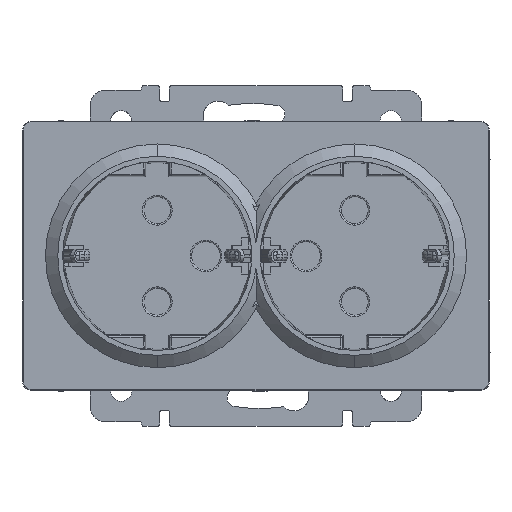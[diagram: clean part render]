
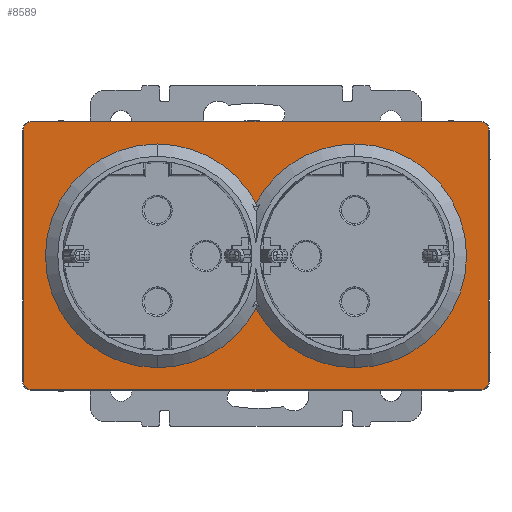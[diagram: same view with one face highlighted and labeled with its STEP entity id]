
A CAD part, top view. The second image highlights one B-rep face of the part: STEP entity #8589.
In plain terms, the highlighted planar face has unit normal (0, 0, 1).
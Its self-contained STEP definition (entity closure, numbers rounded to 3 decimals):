
#204 = EDGE_CURVE ( 'NONE', #4555, #8245, #9473, .T. ) ;
#267 = EDGE_CURVE ( 'NONE', #8245, #15294, #4251, .T. ) ;
#660 = CARTESIAN_POINT ( 'NONE',  ( 79.75, 8.3, 18.5 ) ) ;
#1042 = LINE ( 'NONE', #11292, #16635 ) ;
#1059 = DIRECTION ( 'NONE',  ( 1., 0., 0. ) ) ;
#1197 = AXIS2_PLACEMENT_3D ( 'NONE', #22030, #3050, #11501 ) ;
#1348 = FACE_OUTER_BOUND ( 'NONE', #13206, .T. ) ;
#1374 = VERTEX_POINT ( 'NONE', #25159 ) ;
#1606 = EDGE_CURVE ( 'NONE', #14302, #1374, #13040, .T. ) ;
#1913 = CARTESIAN_POINT ( 'NONE',  ( 31.4, 45.327, 18.5 ) ) ;
#2602 = DIRECTION ( 'NONE',  ( 1., 0., 0. ) ) ;
#3050 = DIRECTION ( 'NONE',  ( 0., 0., 1. ) ) ;
#3071 = CARTESIAN_POINT ( 'NONE',  ( -15.2, 62.25, 18.5 ) ) ;
#3263 = ORIENTED_EDGE ( 'NONE', *, *, #1606, .F. ) ;
#3523 = CARTESIAN_POINT ( 'NONE',  ( 78., 8.3, 18.5 ) ) ;
#3574 = CARTESIAN_POINT ( 'NONE',  ( 51.9, 34.4, 18.5 ) ) ;
#3584 = VERTEX_POINT ( 'NONE', #1913 ) ;
#3772 = DIRECTION ( 'NONE',  ( 0., 0., -1. ) ) ;
#4251 = LINE ( 'NONE', #4655, #24965 ) ;
#4555 = VERTEX_POINT ( 'NONE', #9683 ) ;
#4655 = CARTESIAN_POINT ( 'NONE',  ( -16.95, 60.5, 18.5 ) ) ;
#5024 = DIRECTION ( 'NONE',  ( 0., 0., 1. ) ) ;
#5240 = EDGE_CURVE ( 'NONE', #11973, #1374, #1042, .T. ) ;
#5767 = CIRCLE ( 'NONE', #22138, 23.231 ) ;
#6193 = AXIS2_PLACEMENT_3D ( 'NONE', #18955, #17171, #15217 ) ;
#6217 = DIRECTION ( 'NONE',  ( 1., 0., 0. ) ) ;
#6826 = EDGE_CURVE ( 'NONE', #11211, #14725, #22404, .T. ) ;
#7315 = AXIS2_PLACEMENT_3D ( 'NONE', #13005, #17312, #2602 ) ;
#7560 = DIRECTION ( 'NONE',  ( 0., 0., 1. ) ) ;
#8134 = EDGE_CURVE ( 'NONE', #17844, #4555, #13336, .T. ) ;
#8135 = AXIS2_PLACEMENT_3D ( 'NONE', #3523, #9750, #1059 ) ;
#8245 = VERTEX_POINT ( 'NONE', #11397 ) ;
#8380 = CIRCLE ( 'NONE', #6193, 23.231 ) ;
#8508 = EDGE_CURVE ( 'NONE', #3584, #21602, #22364, .T. ) ;
#8589 = ADVANCED_FACE ( 'NONE', ( #20177, #1348 ), #9649, .T. ) ;
#9345 = CARTESIAN_POINT ( 'NONE',  ( 10.9, 11.169, 18.5 ) ) ;
#9473 = CIRCLE ( 'NONE', #26266, 1.75 ) ;
#9643 = VECTOR ( 'NONE', #19957, 1000. ) ;
#9649 = PLANE ( 'NONE',  #15318 ) ;
#9683 = CARTESIAN_POINT ( 'NONE',  ( -15.2, 62.25, 18.5 ) ) ;
#9750 = DIRECTION ( 'NONE',  ( 0., 0., -1. ) ) ;
#10024 = AXIS2_PLACEMENT_3D ( 'NONE', #11267, #5024, #26319 ) ;
#10217 = CIRCLE ( 'NONE', #16893, 1.75 ) ;
#10546 = EDGE_LOOP ( 'NONE', ( #19704, #19956, #17361, #23005, #10987, #12801 ) ) ;
#10719 = AXIS2_PLACEMENT_3D ( 'NONE', #20804, #3772, #12235 ) ;
#10807 = ORIENTED_EDGE ( 'NONE', *, *, #12561, .F. ) ;
#10987 = ORIENTED_EDGE ( 'NONE', *, *, #17548, .F. ) ;
#11211 = VERTEX_POINT ( 'NONE', #9345 ) ;
#11221 = VERTEX_POINT ( 'NONE', #16021 ) ;
#11267 = CARTESIAN_POINT ( 'NONE',  ( 10.9, 34.4, 18.5 ) ) ;
#11292 = CARTESIAN_POINT ( 'NONE',  ( -15.2, 6.55, 18.5 ) ) ;
#11303 = LINE ( 'NONE', #660, #16910 ) ;
#11397 = CARTESIAN_POINT ( 'NONE',  ( -16.95, 60.5, 18.5 ) ) ;
#11501 = DIRECTION ( 'NONE',  ( 1., 0., 0. ) ) ;
#11721 = ORIENTED_EDGE ( 'NONE', *, *, #8134, .T. ) ;
#11973 = VERTEX_POINT ( 'NONE', #24564 ) ;
#12005 = ORIENTED_EDGE ( 'NONE', *, *, #204, .T. ) ;
#12046 = CIRCLE ( 'NONE', #10719, 23.231 ) ;
#12235 = DIRECTION ( 'NONE',  ( 1., 0., 0. ) ) ;
#12269 = CIRCLE ( 'NONE', #1197, 1.75 ) ;
#12513 = CARTESIAN_POINT ( 'NONE',  ( 78., 62.25, 18.5 ) ) ;
#12561 = EDGE_CURVE ( 'NONE', #17844, #16857, #10217, .T. ) ;
#12801 = ORIENTED_EDGE ( 'NONE', *, *, #15887, .F. ) ;
#12929 = EDGE_CURVE ( 'NONE', #16857, #14302, #11303, .T. ) ;
#13005 = CARTESIAN_POINT ( 'NONE',  ( 51.9, 34.4, 18.5 ) ) ;
#13040 = CIRCLE ( 'NONE', #8135, 1.75 ) ;
#13206 = EDGE_LOOP ( 'NONE', ( #25201, #19859, #26111, #3263, #25593, #10807, #11721, #12005 ) ) ;
#13241 = VERTEX_POINT ( 'NONE', #18908 ) ;
#13336 = LINE ( 'NONE', #3071, #9643 ) ;
#13457 = DIRECTION ( 'NONE',  ( 1., 0., 0. ) ) ;
#13512 = EDGE_CURVE ( 'NONE', #13241, #14725, #12046, .T. ) ;
#13538 = CARTESIAN_POINT ( 'NONE',  ( 51.9, 57.631, 18.5 ) ) ;
#14302 = VERTEX_POINT ( 'NONE', #16610 ) ;
#14334 = AXIS2_PLACEMENT_3D ( 'NONE', #3574, #16627, #6217 ) ;
#14725 = VERTEX_POINT ( 'NONE', #16269 ) ;
#14942 = CARTESIAN_POINT ( 'NONE',  ( -15.2, 60.5, 18.5 ) ) ;
#15217 = DIRECTION ( 'NONE',  ( 1., 0., 0. ) ) ;
#15294 = VERTEX_POINT ( 'NONE', #21874 ) ;
#15318 = AXIS2_PLACEMENT_3D ( 'NONE', #19901, #7560, #22401 ) ;
#15691 = CARTESIAN_POINT ( 'NONE',  ( 78., 60.5, 18.5 ) ) ;
#15887 = EDGE_CURVE ( 'NONE', #3584, #11221, #5767, .T. ) ;
#16021 = CARTESIAN_POINT ( 'NONE',  ( 10.9, 57.631, 18.5 ) ) ;
#16269 = CARTESIAN_POINT ( 'NONE',  ( 31.4, 23.473, 18.5 ) ) ;
#16610 = CARTESIAN_POINT ( 'NONE',  ( 79.75, 8.3, 18.5 ) ) ;
#16627 = DIRECTION ( 'NONE',  ( 0., 0., -1. ) ) ;
#16635 = VECTOR ( 'NONE', #19733, 1000. ) ;
#16857 = VERTEX_POINT ( 'NONE', #17364 ) ;
#16893 = AXIS2_PLACEMENT_3D ( 'NONE', #15691, #17756, #13457 ) ;
#16910 = VECTOR ( 'NONE', #17961, 1000. ) ;
#17171 = DIRECTION ( 'NONE',  ( 0., 0., 1. ) ) ;
#17283 = DIRECTION ( 'NONE',  ( 1., 0., 0. ) ) ;
#17312 = DIRECTION ( 'NONE',  ( 0., 0., -1. ) ) ;
#17361 = ORIENTED_EDGE ( 'NONE', *, *, #13512, .T. ) ;
#17364 = CARTESIAN_POINT ( 'NONE',  ( 79.75, 60.5, 18.5 ) ) ;
#17548 = EDGE_CURVE ( 'NONE', #11221, #11211, #8380, .T. ) ;
#17756 = DIRECTION ( 'NONE',  ( 0., 0., -1. ) ) ;
#17844 = VERTEX_POINT ( 'NONE', #12513 ) ;
#17961 = DIRECTION ( 'NONE',  ( 0., -1., 0. ) ) ;
#18039 = DIRECTION ( 'NONE',  ( 1., 0., 0. ) ) ;
#18908 = CARTESIAN_POINT ( 'NONE',  ( 51.9, 11.169, 18.5 ) ) ;
#18955 = CARTESIAN_POINT ( 'NONE',  ( 10.9, 34.4, 18.5 ) ) ;
#19704 = ORIENTED_EDGE ( 'NONE', *, *, #8508, .T. ) ;
#19733 = DIRECTION ( 'NONE',  ( 1., 0., 0. ) ) ;
#19859 = ORIENTED_EDGE ( 'NONE', *, *, #26587, .T. ) ;
#19901 = CARTESIAN_POINT ( 'NONE',  ( -15.2, 60.5, 18.5 ) ) ;
#19956 = ORIENTED_EDGE ( 'NONE', *, *, #22335, .T. ) ;
#19957 = DIRECTION ( 'NONE',  ( -1., 0., 0. ) ) ;
#20081 = CARTESIAN_POINT ( 'NONE',  ( 10.9, 34.4, 18.5 ) ) ;
#20177 = FACE_BOUND ( 'NONE', #10546, .T. ) ;
#20804 = CARTESIAN_POINT ( 'NONE',  ( 51.9, 34.4, 18.5 ) ) ;
#21276 = DIRECTION ( 'NONE',  ( 0., -1., 0. ) ) ;
#21415 = DIRECTION ( 'NONE',  ( 0., 0., 1. ) ) ;
#21602 = VERTEX_POINT ( 'NONE', #13538 ) ;
#21874 = CARTESIAN_POINT ( 'NONE',  ( -16.95, 8.3, 18.5 ) ) ;
#22030 = CARTESIAN_POINT ( 'NONE',  ( -15.2, 8.3, 18.5 ) ) ;
#22138 = AXIS2_PLACEMENT_3D ( 'NONE', #20081, #23839, #18039 ) ;
#22290 = CIRCLE ( 'NONE', #14334, 23.231 ) ;
#22335 = EDGE_CURVE ( 'NONE', #21602, #13241, #22290, .T. ) ;
#22364 = CIRCLE ( 'NONE', #7315, 23.231 ) ;
#22401 = DIRECTION ( 'NONE',  ( 1., 0., 0. ) ) ;
#22404 = CIRCLE ( 'NONE', #10024, 23.231 ) ;
#23005 = ORIENTED_EDGE ( 'NONE', *, *, #6826, .F. ) ;
#23839 = DIRECTION ( 'NONE',  ( 0., 0., 1. ) ) ;
#24564 = CARTESIAN_POINT ( 'NONE',  ( -15.2, 6.55, 18.5 ) ) ;
#24965 = VECTOR ( 'NONE', #21276, 1000. ) ;
#25159 = CARTESIAN_POINT ( 'NONE',  ( 78., 6.55, 18.5 ) ) ;
#25201 = ORIENTED_EDGE ( 'NONE', *, *, #267, .T. ) ;
#25593 = ORIENTED_EDGE ( 'NONE', *, *, #12929, .F. ) ;
#26111 = ORIENTED_EDGE ( 'NONE', *, *, #5240, .T. ) ;
#26266 = AXIS2_PLACEMENT_3D ( 'NONE', #14942, #21415, #17283 ) ;
#26319 = DIRECTION ( 'NONE',  ( 1., 0., 0. ) ) ;
#26587 = EDGE_CURVE ( 'NONE', #15294, #11973, #12269, .T. ) ;
